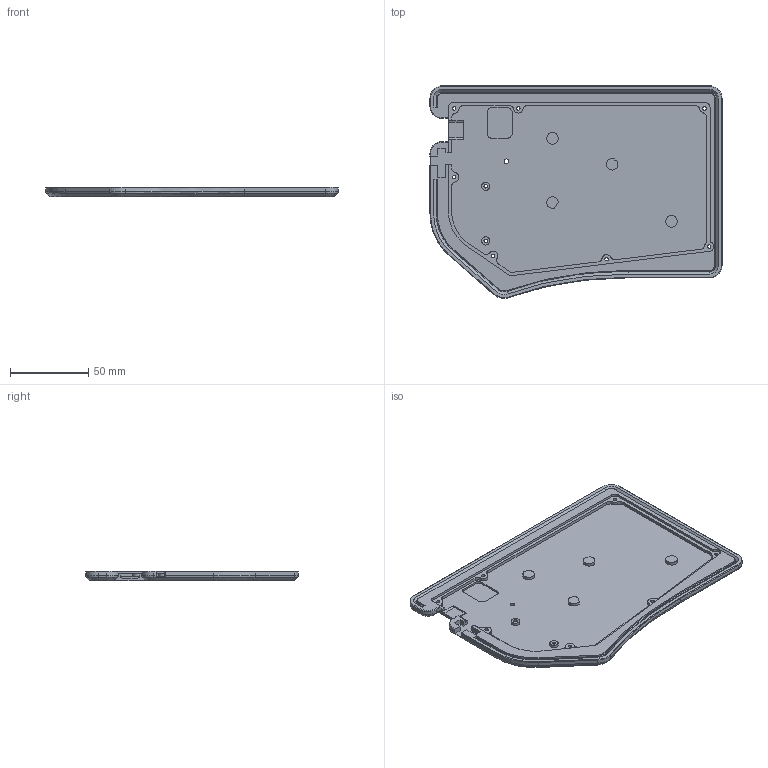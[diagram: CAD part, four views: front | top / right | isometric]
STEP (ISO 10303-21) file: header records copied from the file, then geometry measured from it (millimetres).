
FILE_DESCRIPTION(/* description */ (''),/* implementation_level */ '2;1');
FILE_NAME(/* name */ 'levels54-bottom-right.step',/* time_stamp */ '2025-09-14T09:39:07-05:00',/* author */ (''),/* organization */ (''),/* preprocessor_version */ 'ST-DEVELOPER v20.1',/* originating_system */ 'Autodesk Translation Framework v14.17.0.0',/* authorisation */ '');
FILE_SCHEMA (('AUTOMOTIVE_DESIGN { 1 0 10303 214 3 1 1 }'));
Length unit declared in the file: millimetre
Products named in the file (1): LevelsGrande
Bounding box: 187 x 136.12 x 6 mm (x, y, z)
Volume: 74528.8 mm3; surface area: 51727 mm2
Topology: 1 solids, 1 shells, 218 faces, 558 edges, 350 vertices
Faces by surface type: plane 100, cylinder 72, cone 34, torus 7, bspline 5
Full cylindrical faces by diameter (mm): 2.2 x9, 3 x1, 5.18 x1, 5.191 x1, 7.4 x2
Entity records: 6836 total; most frequent: CARTESIAN_POINT 1336, DIRECTION 1170, ORIENTED_EDGE 1116, EDGE_CURVE 558, AXIS2_PLACEMENT_3D 410, LINE 350, VECTOR 350, VERTEX_POINT 350
